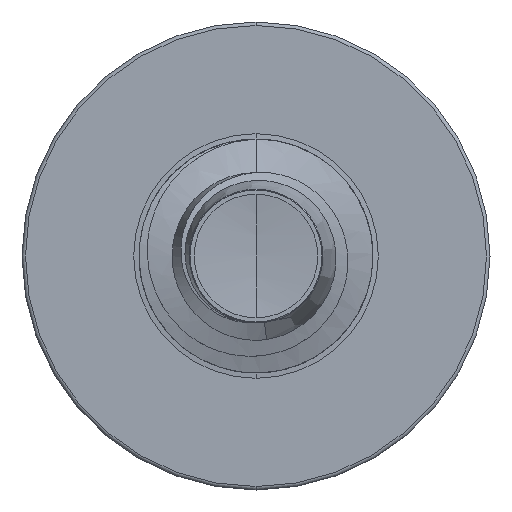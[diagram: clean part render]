
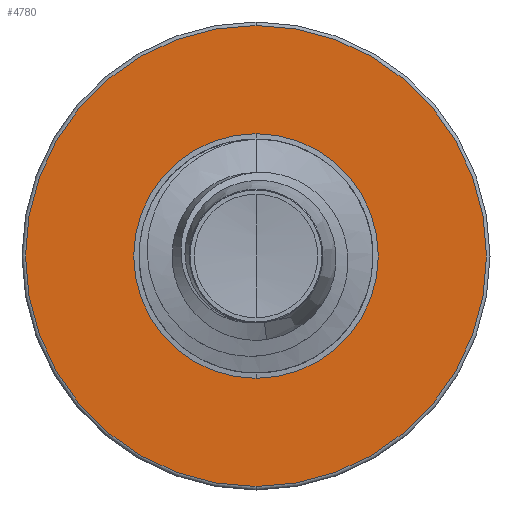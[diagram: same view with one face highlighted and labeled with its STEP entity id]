
A CAD part, front view. The second image highlights one B-rep face of the part: STEP entity #4780.
In plain terms, the highlighted planar face has unit normal (0, -1, 0).
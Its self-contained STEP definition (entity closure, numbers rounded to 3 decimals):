
#431 = ORIENTED_EDGE ( 'NONE', *, *, #11088, .T. ) ;
#506 = CIRCLE ( 'NONE', #2751, 2.167 ) ;
#567 = FACE_BOUND ( 'NONE', #9392, .T. ) ;
#749 = CARTESIAN_POINT ( 'NONE',  ( 0., 4., -1.15 ) ) ;
#922 = DIRECTION ( 'NONE',  ( 0., 0., 1. ) ) ;
#1475 = DIRECTION ( 'NONE',  ( 0., 1., 0. ) ) ;
#1496 = AXIS2_PLACEMENT_3D ( 'NONE', #13263, #7066, #922 ) ;
#1648 = CARTESIAN_POINT ( 'NONE',  ( 0., 4., 0. ) ) ;
#1657 = EDGE_CURVE ( 'NONE', #2160, #12336, #11167, .T. ) ;
#1778 = CARTESIAN_POINT ( 'NONE',  ( 0., 4., 0. ) ) ;
#2091 = EDGE_CURVE ( 'NONE', #6670, #6304, #7098, .T. ) ;
#2160 = VERTEX_POINT ( 'NONE', #9508 ) ;
#2680 = DIRECTION ( 'NONE',  ( 0., 0., 1. ) ) ;
#2751 = AXIS2_PLACEMENT_3D ( 'NONE', #1778, #8992, #2815 ) ;
#2815 = DIRECTION ( 'NONE',  ( 0., 0., 1. ) ) ;
#3903 = CIRCLE ( 'NONE', #1496, 1.15 ) ;
#3922 = DIRECTION ( 'NONE',  ( 0., 1., 0. ) ) ;
#4287 = AXIS2_PLACEMENT_3D ( 'NONE', #8015, #3922, #11142 ) ;
#4780 = ADVANCED_FACE ( 'NONE', ( #6664, #567 ), #13168, .F. ) ;
#5953 = EDGE_LOOP ( 'NONE', ( #8292, #13047 ) ) ;
#6304 = VERTEX_POINT ( 'NONE', #12679 ) ;
#6664 = FACE_OUTER_BOUND ( 'NONE', #5953, .T. ) ;
#6670 = VERTEX_POINT ( 'NONE', #12103 ) ;
#7066 = DIRECTION ( 'NONE',  ( 0., 1., 0. ) ) ;
#7098 = CIRCLE ( 'NONE', #8326, 2.167 ) ;
#7638 = CARTESIAN_POINT ( 'NONE',  ( 0., 4., 0. ) ) ;
#8015 = CARTESIAN_POINT ( 'NONE',  ( 0., 4., -1.15 ) ) ;
#8292 = ORIENTED_EDGE ( 'NONE', *, *, #13236, .F. ) ;
#8326 = AXIS2_PLACEMENT_3D ( 'NONE', #1648, #8857, #2680 ) ;
#8380 = AXIS2_PLACEMENT_3D ( 'NONE', #7638, #1475, #8678 ) ;
#8678 = DIRECTION ( 'NONE',  ( 0., 0., 1. ) ) ;
#8857 = DIRECTION ( 'NONE',  ( 0., 1., 0. ) ) ;
#8992 = DIRECTION ( 'NONE',  ( 0., 1., 0. ) ) ;
#9392 = EDGE_LOOP ( 'NONE', ( #10975, #431 ) ) ;
#9508 = CARTESIAN_POINT ( 'NONE',  ( 0., 4., 1.15 ) ) ;
#10975 = ORIENTED_EDGE ( 'NONE', *, *, #1657, .T. ) ;
#11088 = EDGE_CURVE ( 'NONE', #12336, #2160, #3903, .T. ) ;
#11142 = DIRECTION ( 'NONE',  ( 0., 0., 1. ) ) ;
#11167 = CIRCLE ( 'NONE', #8380, 1.15 ) ;
#12103 = CARTESIAN_POINT ( 'NONE',  ( 0., 4., -2.167 ) ) ;
#12336 = VERTEX_POINT ( 'NONE', #749 ) ;
#12679 = CARTESIAN_POINT ( 'NONE',  ( 0., 4., 2.167 ) ) ;
#13047 = ORIENTED_EDGE ( 'NONE', *, *, #2091, .F. ) ;
#13168 = PLANE ( 'NONE',  #4287 ) ;
#13236 = EDGE_CURVE ( 'NONE', #6304, #6670, #506, .T. ) ;
#13263 = CARTESIAN_POINT ( 'NONE',  ( 0., 4., 0. ) ) ;
